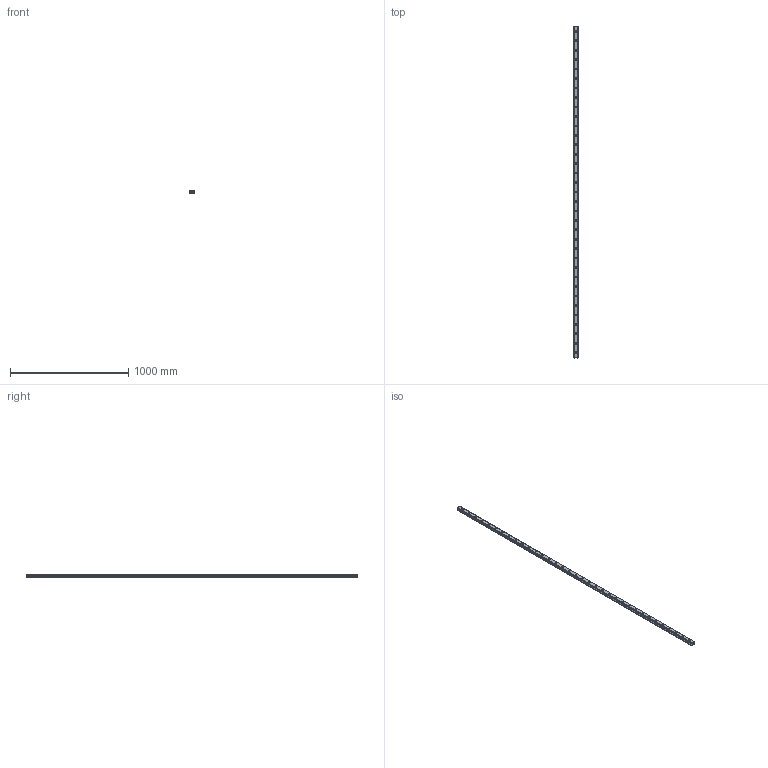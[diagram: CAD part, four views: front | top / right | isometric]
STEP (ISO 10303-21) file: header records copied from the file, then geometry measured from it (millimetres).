
FILE_DESCRIPTION(('STEP AP214'),'1');
FILE_NAME('cctmp_3DBC2282-7A39-49E3-97FC-42A7E5AE11E8_2020_7_6_15_35_17_91..stp','2020-07-06T13:35:17',('HIWIN GmbH'),('CADClick - www.CADClick.com'),'Spatial InterOp 3D',' ','unknown authorization');
FILE_SCHEMA(('AUTOMOTIVE_DESIGN'));
Length unit declared in the file: millimetre
Products named in the file (1): HGR35R2810H_FILE
Bounding box: 34 x 2810 x 29 mm (x, y, z)
Volume: 2296636.9 mm3; surface area: 406909.3 mm2
Topology: 1 solids, 1 shells, 430 faces, 957 edges, 638 vertices
Faces by surface type: cylinder 232, plane 198
Entity records: 15569 total; most frequent: DIRECTION 2283, CARTESIAN_POINT 2026, ORIENTED_EDGE 1914, EDGE_CURVE 957, AXIS2_PLACEMENT_3D 895, VERTEX_POINT 638, EDGE_LOOP 539, LINE 493
